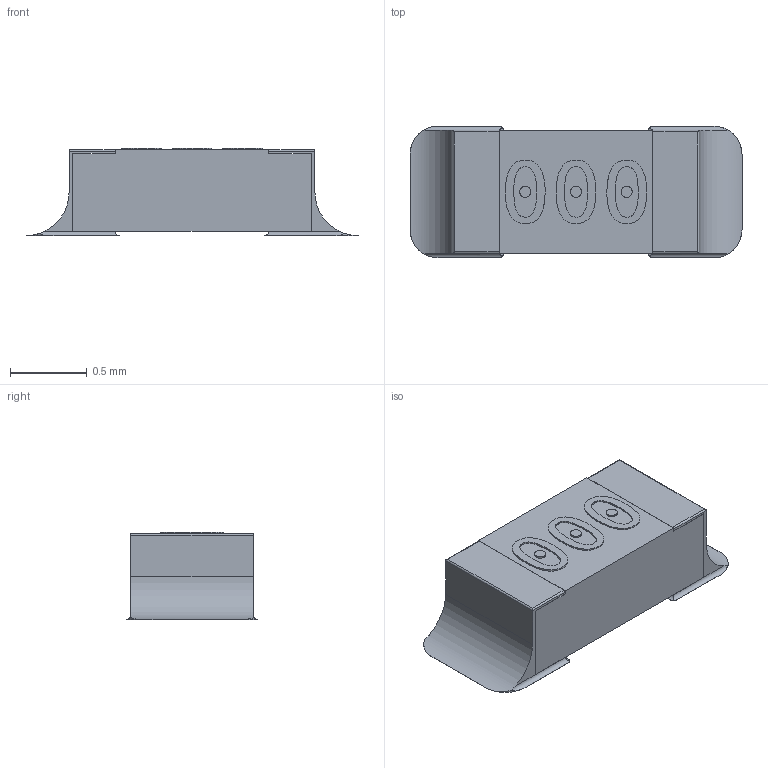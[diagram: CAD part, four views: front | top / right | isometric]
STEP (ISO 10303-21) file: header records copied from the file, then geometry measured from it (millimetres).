
FILE_DESCRIPTION(('FreeCAD Model'),'2;1');
FILE_NAME('Open CASCADE Shape Model','2024-07-17T19:04:10',( 'Michael Cummings'),('Dragon Mobile'), 'Open CASCADE STEP processor 7.6','FreeCAD','Unknown');
FILE_SCHEMA(('AUTOMOTIVE_DESIGN { 1 0 10303 214 1 1 1 1 }'));
Length unit declared in the file: millimetre
Products named in the file (4): RESC1608X05N; res_value_text; res_body; res_contacts
Assembly tree (3 placements, depth 2):
  RESC1608X05N
    res_value_text
    res_body
    res_contacts
Bounding box: 2.16 x 0.86 x 0.57 mm (x, y, z)
Volume: 0.7 mm3; surface area: 10 mm2
Topology: 9 solids, 9 shells, 142 faces, 365 edges, 241 vertices
Faces by surface type: extrusion 72, plane 48, cylinder 22
Entity records: 4984 total; most frequent: CARTESIAN_POINT 1671, ORIENTED_EDGE 730, DIRECTION 445, EDGE_CURVE 365, VECTOR 249, VERTEX_POINT 241, B_SPLINE_CURVE_WITH_KNOTS 236, LINE 177
